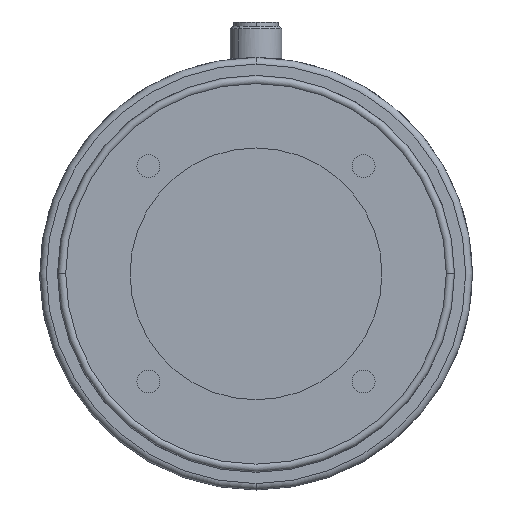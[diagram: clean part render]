
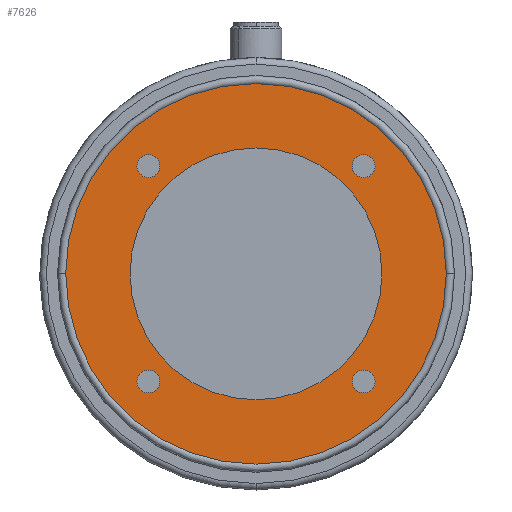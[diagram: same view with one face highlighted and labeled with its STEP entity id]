
A CAD part, front view. The second image highlights one B-rep face of the part: STEP entity #7626.
In plain terms, the highlighted planar face has unit normal (0, -1, 0).
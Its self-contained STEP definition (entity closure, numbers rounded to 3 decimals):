
#45 = VERTEX_POINT ( 'NONE', #17678 ) ;
#247 = AXIS2_PLACEMENT_3D ( 'NONE', #8947, #5658, #1044 ) ;
#423 = AXIS2_PLACEMENT_3D ( 'NONE', #6892, #841, #7098 ) ;
#634 = CARTESIAN_POINT ( 'NONE',  ( 3.67, -12.957, 104.55 ) ) ;
#787 = AXIS2_PLACEMENT_3D ( 'NONE', #13842, #2828, #15488 ) ;
#841 = DIRECTION ( 'NONE',  ( 0., -1., 0. ) ) ;
#1019 = FACE_OUTER_BOUND ( 'NONE', #5751, .T. ) ;
#1044 = DIRECTION ( 'NONE',  ( 0., 0., -1. ) ) ;
#1080 = AXIS2_PLACEMENT_3D ( 'NONE', #18020, #2798, #3905 ) ;
#1441 = CARTESIAN_POINT ( 'NONE',  ( -21.33, -12.957, 79.55 ) ) ;
#1646 = EDGE_CURVE ( 'NONE', #19454, #6972, #6459, .T. ) ;
#1689 = DIRECTION ( 'NONE',  ( 0., -1., 0. ) ) ;
#1932 = AXIS2_PLACEMENT_3D ( 'NONE', #19165, #1689, #7953 ) ;
#2216 = EDGE_LOOP ( 'NONE', ( #19792, #11412 ) ) ;
#2341 = EDGE_CURVE ( 'NONE', #9167, #4093, #14322, .T. ) ;
#2688 = CARTESIAN_POINT ( 'NONE',  ( 28.67, -12.957, 129.55 ) ) ;
#2798 = DIRECTION ( 'NONE',  ( 0., -1., 0. ) ) ;
#2828 = DIRECTION ( 'NONE',  ( 0., -1., 0. ) ) ;
#3347 = AXIS2_PLACEMENT_3D ( 'NONE', #8434, #8333, #19236 ) ;
#3484 = DIRECTION ( 'NONE',  ( 0., 0., -1. ) ) ;
#3491 = EDGE_CURVE ( 'NONE', #11016, #9594, #13032, .T. ) ;
#3774 = ORIENTED_EDGE ( 'NONE', *, *, #11761, .F. ) ;
#3877 = CARTESIAN_POINT ( 'NONE',  ( 3.67, -12.957, 75.3 ) ) ;
#3905 = DIRECTION ( 'NONE',  ( 0., 0., -1. ) ) ;
#3991 = VERTEX_POINT ( 'NONE', #3877 ) ;
#4093 = VERTEX_POINT ( 'NONE', #7174 ) ;
#4298 = PLANE ( 'NONE',  #5546 ) ;
#4361 = CARTESIAN_POINT ( 'NONE',  ( 28.67, -12.957, 79.55 ) ) ;
#4625 = EDGE_CURVE ( 'NONE', #4879, #45, #18969, .T. ) ;
#4663 = CARTESIAN_POINT ( 'NONE',  ( 3.67, -12.957, 133.8 ) ) ;
#4879 = VERTEX_POINT ( 'NONE', #17611 ) ;
#5044 = AXIS2_PLACEMENT_3D ( 'NONE', #6456, #17593, #9759 ) ;
#5546 = AXIS2_PLACEMENT_3D ( 'NONE', #18403, #7281, #18299 ) ;
#5642 = AXIS2_PLACEMENT_3D ( 'NONE', #634, #6880, #3484 ) ;
#5658 = DIRECTION ( 'NONE',  ( 0., -1., 0. ) ) ;
#5751 = EDGE_LOOP ( 'NONE', ( #14880, #9738 ) ) ;
#5987 = CIRCLE ( 'NONE', #3347, 2.65 ) ;
#6020 = CIRCLE ( 'NONE', #12907, 2.65 ) ;
#6456 = CARTESIAN_POINT ( 'NONE',  ( 28.67, -12.957, 79.55 ) ) ;
#6459 = CIRCLE ( 'NONE', #19974, 2.65 ) ;
#6830 = ORIENTED_EDGE ( 'NONE', *, *, #1646, .F. ) ;
#6880 = DIRECTION ( 'NONE',  ( 0., -1., 0. ) ) ;
#6892 = CARTESIAN_POINT ( 'NONE',  ( 3.67, -12.957, 104.55 ) ) ;
#6968 = CIRCLE ( 'NONE', #423, 44.2 ) ;
#6972 = VERTEX_POINT ( 'NONE', #14173 ) ;
#7098 = DIRECTION ( 'NONE',  ( 0., 0., -1. ) ) ;
#7174 = CARTESIAN_POINT ( 'NONE',  ( 3.67, -12.957, 148.75 ) ) ;
#7272 = EDGE_CURVE ( 'NONE', #14845, #10567, #10807, .T. ) ;
#7281 = DIRECTION ( 'NONE',  ( 0., 1., 0. ) ) ;
#7626 = ADVANCED_FACE ( 'NONE', ( #10272, #16961, #10379, #16651, #12019, #1019 ), #4298, .F. ) ;
#7953 = DIRECTION ( 'NONE',  ( 0., 0., -1. ) ) ;
#8025 = CARTESIAN_POINT ( 'NONE',  ( 3.67, -12.957, 104.55 ) ) ;
#8117 = DIRECTION ( 'NONE',  ( 0., 0., -1. ) ) ;
#8333 = DIRECTION ( 'NONE',  ( 0., -1., 0. ) ) ;
#8375 = ORIENTED_EDGE ( 'NONE', *, *, #10420, .F. ) ;
#8434 = CARTESIAN_POINT ( 'NONE',  ( -21.33, -12.957, 129.55 ) ) ;
#8585 = EDGE_LOOP ( 'NONE', ( #8375, #10786 ) ) ;
#8788 = DIRECTION ( 'NONE',  ( 0., 0., -1. ) ) ;
#8947 = CARTESIAN_POINT ( 'NONE',  ( -21.33, -12.957, 129.55 ) ) ;
#9167 = VERTEX_POINT ( 'NONE', #13696 ) ;
#9272 = ORIENTED_EDGE ( 'NONE', *, *, #4625, .F. ) ;
#9327 = CIRCLE ( 'NONE', #787, 29.25 ) ;
#9594 = VERTEX_POINT ( 'NONE', #20168 ) ;
#9668 = DIRECTION ( 'NONE',  ( 0., -1., 0. ) ) ;
#9737 = EDGE_LOOP ( 'NONE', ( #19777, #3774 ) ) ;
#9738 = ORIENTED_EDGE ( 'NONE', *, *, #17730, .T. ) ;
#9759 = DIRECTION ( 'NONE',  ( 0., 0., -1. ) ) ;
#10272 = FACE_BOUND ( 'NONE', #8585, .T. ) ;
#10379 = FACE_BOUND ( 'NONE', #15668, .T. ) ;
#10381 = CARTESIAN_POINT ( 'NONE',  ( -21.33, -12.957, 76.9 ) ) ;
#10420 = EDGE_CURVE ( 'NONE', #3991, #20022, #14875, .T. ) ;
#10448 = EDGE_CURVE ( 'NONE', #45, #4879, #5987, .T. ) ;
#10567 = VERTEX_POINT ( 'NONE', #12723 ) ;
#10786 = ORIENTED_EDGE ( 'NONE', *, *, #16715, .F. ) ;
#10807 = CIRCLE ( 'NONE', #1932, 2.65 ) ;
#10930 = CIRCLE ( 'NONE', #1080, 2.65 ) ;
#11016 = VERTEX_POINT ( 'NONE', #18787 ) ;
#11412 = ORIENTED_EDGE ( 'NONE', *, *, #3491, .F. ) ;
#11761 = EDGE_CURVE ( 'NONE', #10567, #14845, #6020, .T. ) ;
#12019 = FACE_BOUND ( 'NONE', #19543, .T. ) ;
#12265 = ORIENTED_EDGE ( 'NONE', *, *, #10448, .F. ) ;
#12723 = CARTESIAN_POINT ( 'NONE',  ( -21.33, -12.957, 82.2 ) ) ;
#12726 = AXIS2_PLACEMENT_3D ( 'NONE', #8025, #9668, #8117 ) ;
#12907 = AXIS2_PLACEMENT_3D ( 'NONE', #1441, #15325, #19962 ) ;
#13032 = CIRCLE ( 'NONE', #16652, 2.65 ) ;
#13381 = DIRECTION ( 'NONE',  ( 0., 0., -1. ) ) ;
#13696 = CARTESIAN_POINT ( 'NONE',  ( 3.67, -12.957, 60.35 ) ) ;
#13842 = CARTESIAN_POINT ( 'NONE',  ( 3.67, -12.957, 104.55 ) ) ;
#14173 = CARTESIAN_POINT ( 'NONE',  ( 28.67, -12.957, 82.2 ) ) ;
#14322 = CIRCLE ( 'NONE', #12726, 44.2 ) ;
#14449 = EDGE_CURVE ( 'NONE', #9594, #11016, #10930, .T. ) ;
#14712 = CARTESIAN_POINT ( 'NONE',  ( 28.67, -12.957, 76.9 ) ) ;
#14845 = VERTEX_POINT ( 'NONE', #10381 ) ;
#14875 = CIRCLE ( 'NONE', #5642, 29.25 ) ;
#14880 = ORIENTED_EDGE ( 'NONE', *, *, #2341, .T. ) ;
#15142 = DIRECTION ( 'NONE',  ( 0., -1., 0. ) ) ;
#15325 = DIRECTION ( 'NONE',  ( 0., -1., 0. ) ) ;
#15488 = DIRECTION ( 'NONE',  ( 0., 0., -1. ) ) ;
#15668 = EDGE_LOOP ( 'NONE', ( #6830, #18490 ) ) ;
#16614 = DIRECTION ( 'NONE',  ( 0., -1., 0. ) ) ;
#16651 = FACE_BOUND ( 'NONE', #2216, .T. ) ;
#16652 = AXIS2_PLACEMENT_3D ( 'NONE', #2688, #15142, #13381 ) ;
#16715 = EDGE_CURVE ( 'NONE', #20022, #3991, #9327, .T. ) ;
#16888 = CIRCLE ( 'NONE', #5044, 2.65 ) ;
#16961 = FACE_BOUND ( 'NONE', #9737, .T. ) ;
#17593 = DIRECTION ( 'NONE',  ( 0., -1., 0. ) ) ;
#17611 = CARTESIAN_POINT ( 'NONE',  ( -21.33, -12.957, 132.2 ) ) ;
#17678 = CARTESIAN_POINT ( 'NONE',  ( -21.33, -12.957, 126.9 ) ) ;
#17730 = EDGE_CURVE ( 'NONE', #4093, #9167, #6968, .T. ) ;
#18020 = CARTESIAN_POINT ( 'NONE',  ( 28.67, -12.957, 129.55 ) ) ;
#18299 = DIRECTION ( 'NONE',  ( 0., 0., 1. ) ) ;
#18403 = CARTESIAN_POINT ( 'NONE',  ( -40.33, -12.957, 104.55 ) ) ;
#18490 = ORIENTED_EDGE ( 'NONE', *, *, #19222, .F. ) ;
#18787 = CARTESIAN_POINT ( 'NONE',  ( 28.67, -12.957, 132.2 ) ) ;
#18969 = CIRCLE ( 'NONE', #247, 2.65 ) ;
#19165 = CARTESIAN_POINT ( 'NONE',  ( -21.33, -12.957, 79.55 ) ) ;
#19222 = EDGE_CURVE ( 'NONE', #6972, #19454, #16888, .T. ) ;
#19236 = DIRECTION ( 'NONE',  ( 0., 0., -1. ) ) ;
#19454 = VERTEX_POINT ( 'NONE', #14712 ) ;
#19543 = EDGE_LOOP ( 'NONE', ( #12265, #9272 ) ) ;
#19777 = ORIENTED_EDGE ( 'NONE', *, *, #7272, .F. ) ;
#19792 = ORIENTED_EDGE ( 'NONE', *, *, #14449, .F. ) ;
#19962 = DIRECTION ( 'NONE',  ( 0., 0., -1. ) ) ;
#19974 = AXIS2_PLACEMENT_3D ( 'NONE', #4361, #16614, #8788 ) ;
#20022 = VERTEX_POINT ( 'NONE', #4663 ) ;
#20168 = CARTESIAN_POINT ( 'NONE',  ( 28.67, -12.957, 126.9 ) ) ;
